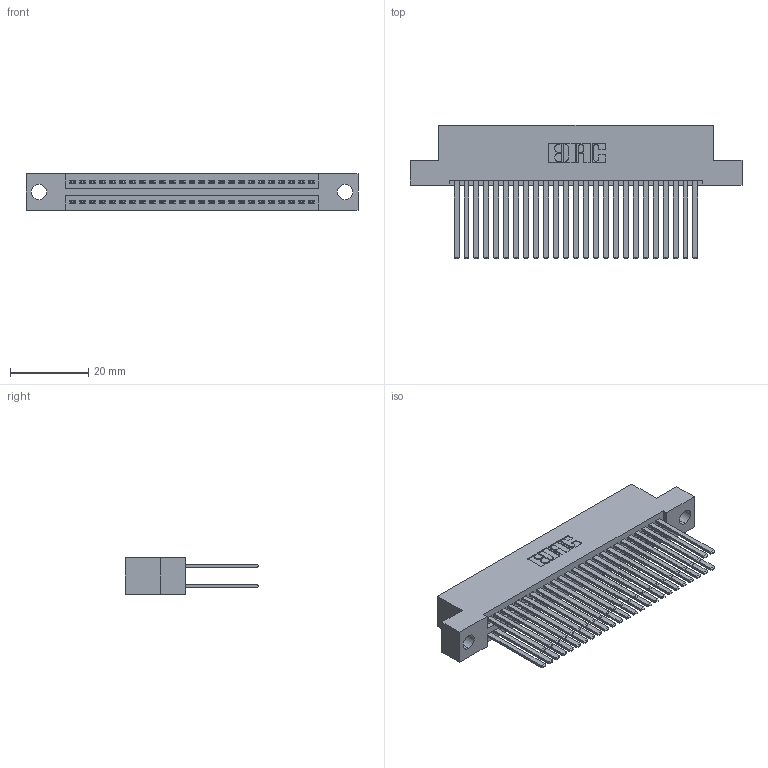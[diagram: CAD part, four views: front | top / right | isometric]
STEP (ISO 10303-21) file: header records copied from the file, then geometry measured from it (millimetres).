
FILE_DESCRIPTION (( 'STEP AP203' ), '1' );
FILE_NAME ('395-050-544-204.STEP', '2021-06-16T23:56:42', ( '' ), ( '' ), 'SwSTEP 2.0', 'SolidWorks 2020', '' );
FILE_SCHEMA (( 'CONFIG_CONTROL_DESIGN' ));
Length unit declared in the file: inch
Products named in the file (3): 345-292-001_345-293-144; 395-050-544-204; 345 Part_Flush Mounting Lugs - 0.156 Dia-TI
Assembly tree (51 placements, depth 2):
  395-050-544-204
    345 Part_Flush Mounting Lugs - 0.156 Dia-TI
    345-292-001_345-293-144  x50
Bounding box: 84.71 x 33.96 x 9.4 mm (x, y, z)
Volume: 8665.9 mm3; surface area: 14386.3 mm2
Topology: 51 solids, 51 shells, 2340 faces, 6927 edges, 4550 vertices
Faces by surface type: plane 1544, cylinder 796
Entity records: 22139 total; most frequent: CARTESIAN_POINT 3730, ORIENTED_EDGE 3662, DIRECTION 3307, EDGE_CURVE 1831, VECTOR 1603, LINE 1603, VERTEX_POINT 1218, AXIS2_PLACEMENT_3D 852
